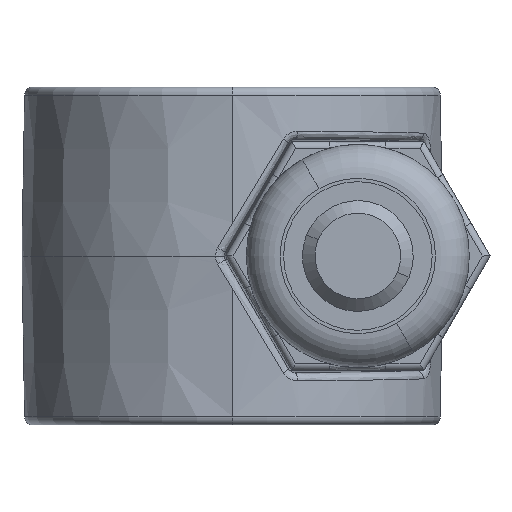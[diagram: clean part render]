
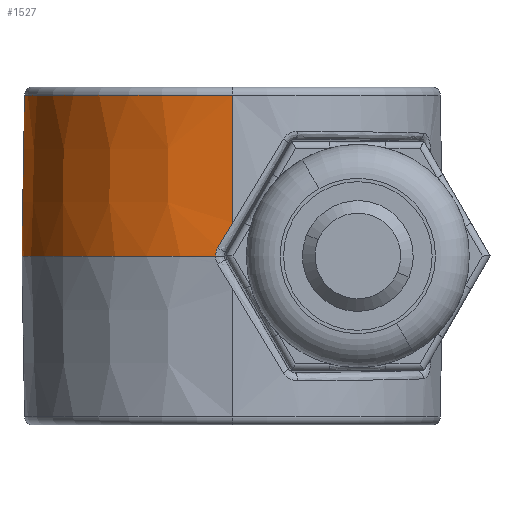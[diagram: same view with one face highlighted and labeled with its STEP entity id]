
A CAD part, left-side view. The second image highlights one B-rep face of the part: STEP entity #1527.
In plain terms, the highlighted conical face has half-angle 1 degrees and reference radius 7.938 mm.
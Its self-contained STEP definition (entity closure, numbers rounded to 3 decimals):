
#328 = LINE ( 'NONE', #4154, #3165 ) ;
#444 = DIRECTION ( 'NONE',  ( 0., 0., -1. ) ) ;
#751 = B_SPLINE_CURVE_WITH_KNOTS ( 'NONE', 3,
 ( #2440, #2372, #2329, #2306 ),
 .UNSPECIFIED., .F., .F.,
 ( 4, 4 ),
 ( 0., 0. ),
 .UNSPECIFIED. ) ;
#1008 = CARTESIAN_POINT ( 'NONE',  ( 0., 0., 0. ) ) ;
#1284 = CARTESIAN_POINT ( 'NONE',  ( -7.832, 0., 6.055 ) ) ;
#1399 = LINE ( 'NONE', #5875, #2697 ) ;
#1527 = ADVANCED_FACE ( 'NONE', ( #5884 ), #4812, .T. ) ;
#1597 = EDGE_LOOP ( 'NONE', ( #3955, #3000, #6627, #5662, #3108, #6284 ) ) ;
#1941 = CARTESIAN_POINT ( 'NONE',  ( -7.916, 0., 1.253 ) ) ;
#2193 = EDGE_CURVE ( 'NONE', #2575, #4791, #1399, .T. ) ;
#2241 = CARTESIAN_POINT ( 'NONE',  ( 7.832, 0., 6.055 ) ) ;
#2299 = DIRECTION ( 'NONE',  ( -1., 0., 0. ) ) ;
#2305 = DIRECTION ( 'NONE',  ( 0., 0., -1. ) ) ;
#2306 = CARTESIAN_POINT ( 'NONE',  ( -7.912, 0.569, 0.305 ) ) ;
#2307 = CARTESIAN_POINT ( 'NONE',  ( 0., 0., 6.055 ) ) ;
#2329 = CARTESIAN_POINT ( 'NONE',  ( -7.909, 0.624, 0.213 ) ) ;
#2372 = CARTESIAN_POINT ( 'NONE',  ( -7.909, 0.653, 0.108 ) ) ;
#2440 = CARTESIAN_POINT ( 'NONE',  ( -7.911, 0.652, 0. ) ) ;
#2575 = VERTEX_POINT ( 'NONE', #1284 ) ;
#2697 = VECTOR ( 'NONE', #5687, 1000. ) ;
#2724 = EDGE_CURVE ( 'NONE', #2575, #6311, #5753, .T. ) ;
#3000 = ORIENTED_EDGE ( 'NONE', *, *, #2724, .T. ) ;
#3108 = ORIENTED_EDGE ( 'NONE', *, *, #3692, .T. ) ;
#3165 = VECTOR ( 'NONE', #4143, 1000. ) ;
#3415 = CARTESIAN_POINT ( 'NONE',  ( -7.912, 0.569, 0.305 ) ) ;
#3487 = EDGE_CURVE ( 'NONE', #4529, #4791, #6298, .T. ) ;
#3494 = EDGE_CURVE ( 'NONE', #5681, #4225, #4358, .T. ) ;
#3692 = EDGE_CURVE ( 'NONE', #4225, #4529, #751, .T. ) ;
#3930 = AXIS2_PLACEMENT_3D ( 'NONE', #2307, #2305, #2299 ) ;
#3955 = ORIENTED_EDGE ( 'NONE', *, *, #2193, .F. ) ;
#4143 = DIRECTION ( 'NONE',  ( 0.017, 0., -1. ) ) ;
#4154 = CARTESIAN_POINT ( 'NONE',  ( 7.938, 0., 0. ) ) ;
#4225 = VERTEX_POINT ( 'NONE', #4868 ) ;
#4358 = CIRCLE ( 'NONE', #5515, 7.938 ) ;
#4403 = EDGE_CURVE ( 'NONE', #6311, #5681, #328, .T. ) ;
#4529 = VERTEX_POINT ( 'NONE', #3415 ) ;
#4753 = CARTESIAN_POINT ( 'NONE',  ( 7.938, 0., 0. ) ) ;
#4791 = VERTEX_POINT ( 'NONE', #1941 ) ;
#4812 = CONICAL_SURFACE ( 'NONE', #6412, 7.938, 0.017 ) ;
#4868 = CARTESIAN_POINT ( 'NONE',  ( -7.911, 0.652, 0. ) ) ;
#5479 = DIRECTION ( 'NONE',  ( 1., 0., 0. ) ) ;
#5508 = DIRECTION ( 'NONE',  ( 0., 0., 1. ) ) ;
#5515 = AXIS2_PLACEMENT_3D ( 'NONE', #5534, #5508, #5479 ) ;
#5534 = CARTESIAN_POINT ( 'NONE',  ( 0., 0., 0. ) ) ;
#5662 = ORIENTED_EDGE ( 'NONE', *, *, #3494, .T. ) ;
#5681 = VERTEX_POINT ( 'NONE', #4753 ) ;
#5687 = DIRECTION ( 'NONE',  ( -0.017, 0., -1. ) ) ;
#5694 = CARTESIAN_POINT ( 'NONE',  ( -7.916, 0., 1.253 ) ) ;
#5723 = CARTESIAN_POINT ( 'NONE',  ( -7.912, 0.569, 0.305 ) ) ;
#5743 = CARTESIAN_POINT ( 'NONE',  ( -7.92, 0.379, 0.621 ) ) ;
#5753 = CIRCLE ( 'NONE', #3930, 7.832 ) ;
#5875 = CARTESIAN_POINT ( 'NONE',  ( -7.938, 0., 0. ) ) ;
#5884 = FACE_OUTER_BOUND ( 'NONE', #1597, .T. ) ;
#6048 = CARTESIAN_POINT ( 'NONE',  ( -7.921, 0.19, 0.937 ) ) ;
#6229 = DIRECTION ( 'NONE',  ( 1., 0., 0. ) ) ;
#6284 = ORIENTED_EDGE ( 'NONE', *, *, #3487, .T. ) ;
#6298 = B_SPLINE_CURVE_WITH_KNOTS ( 'NONE', 3,
 ( #5723, #5743, #6048, #5694 ),
 .UNSPECIFIED., .F., .F.,
 ( 4, 4 ),
 ( 0., 0.001 ),
 .UNSPECIFIED. ) ;
#6311 = VERTEX_POINT ( 'NONE', #2241 ) ;
#6412 = AXIS2_PLACEMENT_3D ( 'NONE', #1008, #444, #6229 ) ;
#6627 = ORIENTED_EDGE ( 'NONE', *, *, #4403, .T. ) ;
